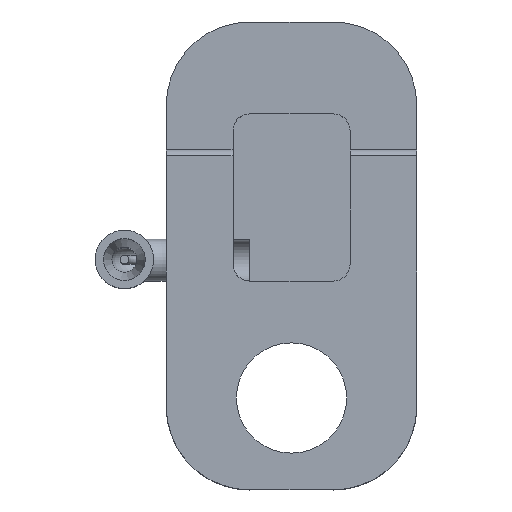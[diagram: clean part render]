
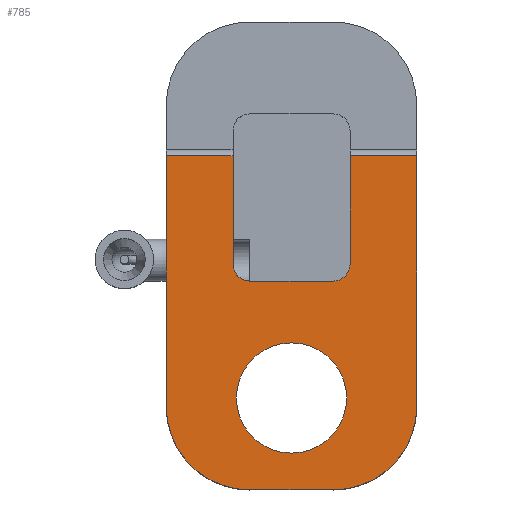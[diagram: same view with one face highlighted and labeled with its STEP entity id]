
A CAD part, top view. The second image highlights one B-rep face of the part: STEP entity #785.
In plain terms, the highlighted planar face has unit normal (0, 0, 1).
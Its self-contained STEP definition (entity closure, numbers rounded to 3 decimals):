
#43=FACE_BOUND('',#136,.T.);
#63=PLANE('',#892);
#92=FACE_OUTER_BOUND('',#135,.T.);
#135=EDGE_LOOP('',(#638,#639,#640,#641,#642,#643,#644,#645,#646,#647,#648,
#649));
#136=EDGE_LOOP('',(#650,#651));
#171=LINE('',#1265,#224);
#175=LINE('',#1287,#228);
#177=LINE('',#1296,#230);
#179=LINE('',#1302,#232);
#185=LINE('',#1325,#238);
#191=LINE('',#1361,#244);
#199=LINE('',#1384,#252);
#200=LINE('',#1386,#253);
#224=VECTOR('',#992,10.);
#228=VECTOR('',#1004,10.);
#230=VECTOR('',#1012,10.);
#232=VECTOR('',#1018,10.);
#238=VECTOR('',#1032,10.);
#244=VECTOR('',#1062,10.);
#252=VECTOR('',#1092,10.);
#253=VECTOR('',#1095,10.);
#269=CIRCLE('',#854,1.);
#271=CIRCLE('',#858,1.);
#275=CIRCLE('',#866,5.);
#282=CIRCLE('',#876,3.3);
#283=CIRCLE('',#877,3.3);
#284=CIRCLE('',#879,5.);
#335=VERTEX_POINT('',#1258);
#336=VERTEX_POINT('',#1260);
#337=VERTEX_POINT('',#1264);
#339=VERTEX_POINT('',#1270);
#340=VERTEX_POINT('',#1271);
#343=VERTEX_POINT('',#1290);
#345=VERTEX_POINT('',#1294);
#347=VERTEX_POINT('',#1299);
#348=VERTEX_POINT('',#1304);
#349=VERTEX_POINT('',#1305);
#362=VERTEX_POINT('',#1349);
#363=VERTEX_POINT('',#1351);
#364=VERTEX_POINT('',#1355);
#365=VERTEX_POINT('',#1356);
#416=EDGE_CURVE('',#335,#336,#269,.T.);
#418=EDGE_CURVE('',#337,#336,#171,.T.);
#421=EDGE_CURVE('',#339,#340,#271,.T.);
#425=EDGE_CURVE('',#335,#340,#175,.T.);
#429=EDGE_CURVE('',#343,#345,#177,.T.);
#432=EDGE_CURVE('',#347,#337,#179,.T.);
#433=EDGE_CURVE('',#348,#349,#275,.T.);
#441=EDGE_CURVE('',#348,#347,#185,.T.);
#452=EDGE_CURVE('',#363,#362,#282,.T.);
#453=EDGE_CURVE('',#362,#363,#283,.T.);
#454=EDGE_CURVE('',#364,#365,#284,.T.);
#457=EDGE_CURVE('',#345,#365,#191,.T.);
#470=EDGE_CURVE('',#339,#343,#199,.T.);
#471=EDGE_CURVE('',#364,#349,#200,.T.);
#638=ORIENTED_EDGE('',*,*,#433,.F.);
#639=ORIENTED_EDGE('',*,*,#441,.T.);
#640=ORIENTED_EDGE('',*,*,#432,.T.);
#641=ORIENTED_EDGE('',*,*,#418,.T.);
#642=ORIENTED_EDGE('',*,*,#416,.F.);
#643=ORIENTED_EDGE('',*,*,#425,.T.);
#644=ORIENTED_EDGE('',*,*,#421,.F.);
#645=ORIENTED_EDGE('',*,*,#470,.T.);
#646=ORIENTED_EDGE('',*,*,#429,.T.);
#647=ORIENTED_EDGE('',*,*,#457,.T.);
#648=ORIENTED_EDGE('',*,*,#454,.F.);
#649=ORIENTED_EDGE('',*,*,#471,.T.);
#650=ORIENTED_EDGE('',*,*,#452,.T.);
#651=ORIENTED_EDGE('',*,*,#453,.T.);
#785=ADVANCED_FACE('',(#92,#43),#63,.T.);
#854=AXIS2_PLACEMENT_3D('',#1261,#987,#988);
#858=AXIS2_PLACEMENT_3D('',#1272,#998,#999);
#866=AXIS2_PLACEMENT_3D('',#1306,#1021,#1022);
#876=AXIS2_PLACEMENT_3D('',#1352,#1050,#1051);
#877=AXIS2_PLACEMENT_3D('',#1353,#1052,#1053);
#879=AXIS2_PLACEMENT_3D('',#1357,#1056,#1057);
#892=AXIS2_PLACEMENT_3D('',#1385,#1093,#1094);
#987=DIRECTION('center_axis',(0.,0.,1.));
#988=DIRECTION('ref_axis',(0.707,-0.707,0.));
#992=DIRECTION('',(0.,-1.,0.));
#998=DIRECTION('center_axis',(0.,0.,1.));
#999=DIRECTION('ref_axis',(-0.707,-0.707,0.));
#1004=DIRECTION('',(-1.,0.,0.));
#1012=DIRECTION('',(-1.,0.,0.));
#1018=DIRECTION('',(-1.,0.,0.));
#1021=DIRECTION('center_axis',(0.,0.,-1.));
#1022=DIRECTION('ref_axis',(0.707,-0.707,0.));
#1032=DIRECTION('',(0.,1.,0.));
#1050=DIRECTION('center_axis',(0.,0.,-1.));
#1051=DIRECTION('ref_axis',(-1.,0.,0.));
#1052=DIRECTION('center_axis',(0.,0.,-1.));
#1053=DIRECTION('ref_axis',(-1.,0.,0.));
#1056=DIRECTION('center_axis',(0.,0.,-1.));
#1057=DIRECTION('ref_axis',(-0.707,-0.707,0.));
#1062=DIRECTION('',(0.,-1.,0.));
#1092=DIRECTION('',(0.,1.,0.));
#1093=DIRECTION('center_axis',(0.,0.,1.));
#1094=DIRECTION('ref_axis',(1.,0.,0.));
#1095=DIRECTION('',(1.,0.,0.));
#1258=CARTESIAN_POINT('',(2.5,-1.5,3.));
#1260=CARTESIAN_POINT('',(3.5,-0.5,3.));
#1261=CARTESIAN_POINT('Origin',(2.5,-0.5,3.));
#1264=CARTESIAN_POINT('',(3.5,6.,3.));
#1265=CARTESIAN_POINT('',(3.5,4.25,3.));
#1270=CARTESIAN_POINT('',(-3.5,-0.5,3.));
#1271=CARTESIAN_POINT('',(-2.5,-1.5,3.));
#1272=CARTESIAN_POINT('Origin',(-2.5,-0.5,3.));
#1287=CARTESIAN_POINT('',(1.75,-1.5,3.));
#1290=CARTESIAN_POINT('',(-3.5,6.,3.));
#1294=CARTESIAN_POINT('',(-7.5,6.,3.));
#1296=CARTESIAN_POINT('',(3.75,6.,3.));
#1299=CARTESIAN_POINT('',(7.5,6.,3.));
#1302=CARTESIAN_POINT('',(3.75,6.,3.));
#1304=CARTESIAN_POINT('',(7.5,-9.,3.));
#1305=CARTESIAN_POINT('',(2.5,-14.,3.));
#1306=CARTESIAN_POINT('Origin',(2.5,-9.,3.));
#1325=CARTESIAN_POINT('',(7.5,-14.,3.));
#1349=CARTESIAN_POINT('',(3.3,-8.5,3.));
#1351=CARTESIAN_POINT('',(-3.3,-8.5,3.));
#1352=CARTESIAN_POINT('Origin',(0.,-8.5,
3.));
#1353=CARTESIAN_POINT('Origin',(0.,-8.5,
3.));
#1355=CARTESIAN_POINT('',(-2.5,-14.,3.));
#1356=CARTESIAN_POINT('',(-7.5,-9.,3.));
#1357=CARTESIAN_POINT('Origin',(-2.5,-9.,3.));
#1361=CARTESIAN_POINT('',(-7.5,14.,3.));
#1384=CARTESIAN_POINT('',(-3.5,-0.75,3.));
#1385=CARTESIAN_POINT('Origin',(0.,0.,
3.));
#1386=CARTESIAN_POINT('',(-7.5,-14.,3.));
